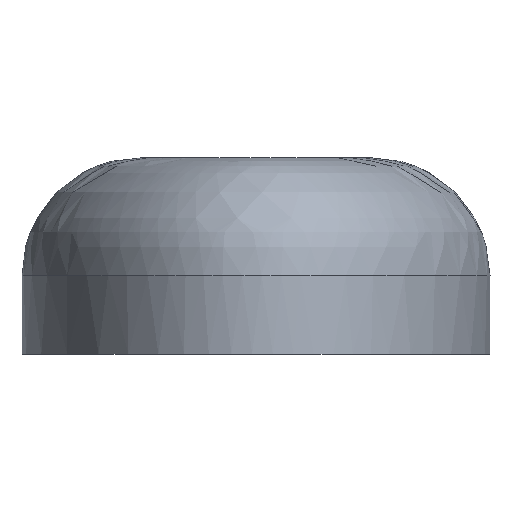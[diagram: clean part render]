
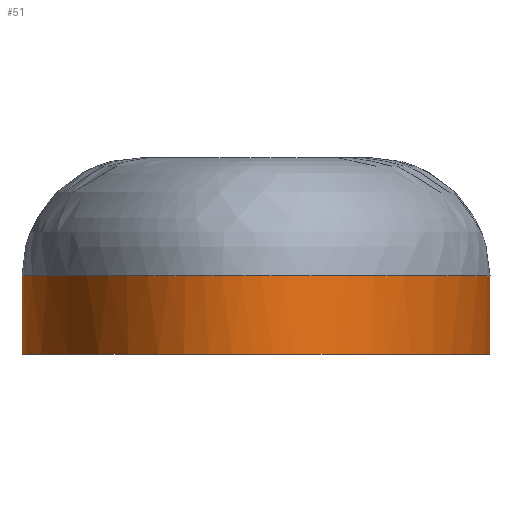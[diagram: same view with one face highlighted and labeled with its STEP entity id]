
A CAD part, left-side view. The second image highlights one B-rep face of the part: STEP entity #51.
In plain terms, the highlighted free-form (B-spline) face has degree [3, 1] with [19, 2] control points.
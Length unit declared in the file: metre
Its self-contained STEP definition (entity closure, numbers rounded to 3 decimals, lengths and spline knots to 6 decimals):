
#23=ELLIPSE('',#68,0.010097,0.005966);
#24=ORIENTED_EDGE('',*,*,#30,.T.);
#25=ORIENTED_EDGE('',*,*,#31,.T.);
#30=EDGE_CURVE('',#33,#33,#36,.T.);
#31=EDGE_CURVE('',#34,#34,#23,.T.);
#33=VERTEX_POINT('',#145);
#34=VERTEX_POINT('',#147);
#36=B_SPLINE_CURVE_WITH_KNOTS('',3,(#118,#119,#120,#121,#122,#123,#124,
#125,#126,#127,#128,#129,#130,#131,#132,#133,#134,#135,#136,#137,#138,#139,
#140,#141,#142,#143,#144),.UNSPECIFIED.,.T.,.F.,(1,1,1,1,1,1,1,1,1,1,1,
1,1,1,1,1,1,1,1,1,1,1,1,1,1,1,1,1,1,1,1),(-0.004871,-0.003247,
-0.001624,0.,0.001624,0.003247,
0.004871,0.006495,0.009742,0.01299,
0.016237,0.019484,0.021108,0.022732,
0.024356,0.025979,0.027603,0.029227,
0.03085,0.032474,0.035721,0.038969,
0.042216,0.045464,0.047087,0.048711,
0.050335,0.051959,0.053582,0.055206,
0.05683),.UNSPECIFIED.);
#38=EDGE_LOOP('',(#24));
#39=EDGE_LOOP('',(#25));
#44=FACE_BOUND('',#38,.T.);
#45=FACE_BOUND('',#39,.T.);
#50=B_SPLINE_SURFACE_WITH_KNOTS('',3,1,((#80,#81),(#82,#83),(#84,#85),(#86,
#87),(#88,#89),(#90,#91),(#92,#93),(#94,#95),(#96,#97),(#98,#99),(#100,
#101),(#102,#103),(#104,#105),(#106,#107),(#108,#109),(#110,#111),(#112,
#113),(#114,#115),(#116,#117)),.SURF_OF_LINEAR_EXTRUSION.,.T.,.F.,.F.,(1,
1,1,1,1,1,1,1,1,1,1,1,1,1,1,1,1,1,1,1,1,1,1),(2,2),(-1.178097,-0.785398,
-0.392699,0.,0.392699,0.785398,1.178097,
1.570796,1.963495,2.356194,2.748894,3.141593,
3.534292,3.926991,4.31969,4.712389,5.105088,
5.497787,5.890486,6.283185,6.675884,7.068583,
7.461283),(0.,1.),.UNSPECIFIED.);
#51=ADVANCED_FACE('',(#44,#45),#50,.F.);
#68=AXIS2_PLACEMENT_3D('',#146,#73,#74);
#73=DIRECTION('',(0.,0.,1.));
#74=DIRECTION('',(1.,0.,0.));
#80=CARTESIAN_POINT('',(0.009571,-0.002343,0.002));
#81=CARTESIAN_POINT('',(0.009571,-0.002343,0.));
#82=CARTESIAN_POINT('',(0.01036,0.,0.002));
#83=CARTESIAN_POINT('',(0.01036,0.,0.));
#84=CARTESIAN_POINT('',(0.009571,0.002343,0.002));
#85=CARTESIAN_POINT('',(0.009571,0.002343,0.));
#86=CARTESIAN_POINT('',(0.007326,0.004329,0.002));
#87=CARTESIAN_POINT('',(0.007326,0.004329,0.));
#88=CARTESIAN_POINT('',(0.003965,0.005656,0.002));
#89=CARTESIAN_POINT('',(0.003965,0.005656,0.));
#90=CARTESIAN_POINT('',(0.,0.006121,0.002));
#91=CARTESIAN_POINT('',(0.,0.006121,0.));
#92=CARTESIAN_POINT('',(-0.003965,0.005656,0.002));
#93=CARTESIAN_POINT('',(-0.003965,0.005656,0.));
#94=CARTESIAN_POINT('',(-0.007326,0.004329,0.002));
#95=CARTESIAN_POINT('',(-0.007326,0.004329,0.));
#96=CARTESIAN_POINT('',(-0.009571,0.002343,0.002));
#97=CARTESIAN_POINT('',(-0.009571,0.002343,0.));
#98=CARTESIAN_POINT('',(-0.01036,0.,0.002));
#99=CARTESIAN_POINT('',(-0.01036,0.,0.));
#100=CARTESIAN_POINT('',(-0.009571,-0.002343,0.002));
#101=CARTESIAN_POINT('',(-0.009571,-0.002343,0.));
#102=CARTESIAN_POINT('',(-0.007326,-0.004329,0.002));
#103=CARTESIAN_POINT('',(-0.007326,-0.004329,0.));
#104=CARTESIAN_POINT('',(-0.003965,-0.005656,0.002));
#105=CARTESIAN_POINT('',(-0.003965,-0.005656,0.));
#106=CARTESIAN_POINT('',(0.,-0.006121,0.002));
#107=CARTESIAN_POINT('',(0.,-0.006121,0.));
#108=CARTESIAN_POINT('',(0.003965,-0.005656,0.002));
#109=CARTESIAN_POINT('',(0.003965,-0.005656,0.));
#110=CARTESIAN_POINT('',(0.007326,-0.004329,0.002));
#111=CARTESIAN_POINT('',(0.007326,-0.004329,0.));
#112=CARTESIAN_POINT('',(0.009571,-0.002343,0.002));
#113=CARTESIAN_POINT('',(0.009571,-0.002343,0.));
#114=CARTESIAN_POINT('',(0.01036,0.,0.002));
#115=CARTESIAN_POINT('',(0.01036,0.,0.));
#116=CARTESIAN_POINT('',(0.009571,0.002343,0.002));
#117=CARTESIAN_POINT('',(0.009571,0.002343,0.));
#118=CARTESIAN_POINT('',(0.009841,0.001605,0.002));
#119=CARTESIAN_POINT('',(0.010226,0.000002,0.002));
#120=CARTESIAN_POINT('',(0.009838,-0.001615,0.002));
#121=CARTESIAN_POINT('',(0.00888,-0.002942,0.002));
#122=CARTESIAN_POINT('',(0.007632,-0.003967,0.002));
#123=CARTESIAN_POINT('',(0.005741,-0.005004,0.002));
#124=CARTESIAN_POINT('',(0.003162,-0.005775,0.002));
#125=CARTESIAN_POINT('',(-0.000014,-0.006065,0.002));
#126=CARTESIAN_POINT('',(-0.003227,-0.005763,0.002));
#127=CARTESIAN_POINT('',(-0.005791,-0.004984,0.002));
#128=CARTESIAN_POINT('',(-0.007682,-0.003933,0.002));
#129=CARTESIAN_POINT('',(-0.008918,-0.002903,0.002));
#130=CARTESIAN_POINT('',(-0.009864,-0.001561,0.002));
#131=CARTESIAN_POINT('',(-0.010224,0.000056,0.002));
#132=CARTESIAN_POINT('',(-0.00982,0.001645,0.002));
#133=CARTESIAN_POINT('',(-0.008859,0.002965,0.002));
#134=CARTESIAN_POINT('',(-0.007606,0.003983,0.002));
#135=CARTESIAN_POINT('',(-0.005732,0.005005,0.002));
#136=CARTESIAN_POINT('',(-0.00316,0.005776,0.002));
#137=CARTESIAN_POINT('',(0.000023,0.006063,0.002));
#138=CARTESIAN_POINT('',(0.003197,0.005768,0.002));
#139=CARTESIAN_POINT('',(0.005767,0.004992,0.002));
#140=CARTESIAN_POINT('',(0.007641,0.00396,0.002));
#141=CARTESIAN_POINT('',(0.008887,0.002936,0.002));
#142=CARTESIAN_POINT('',(0.009841,0.001605,0.002));
#143=CARTESIAN_POINT('',(0.010226,0.000002,0.002));
#144=CARTESIAN_POINT('',(0.009838,-0.001615,0.002));
#145=CARTESIAN_POINT('',(0.010097,0.,0.002));
#146=CARTESIAN_POINT('',(0.,0.,0.));
#147=CARTESIAN_POINT('',(0.010097,0.,0.));
